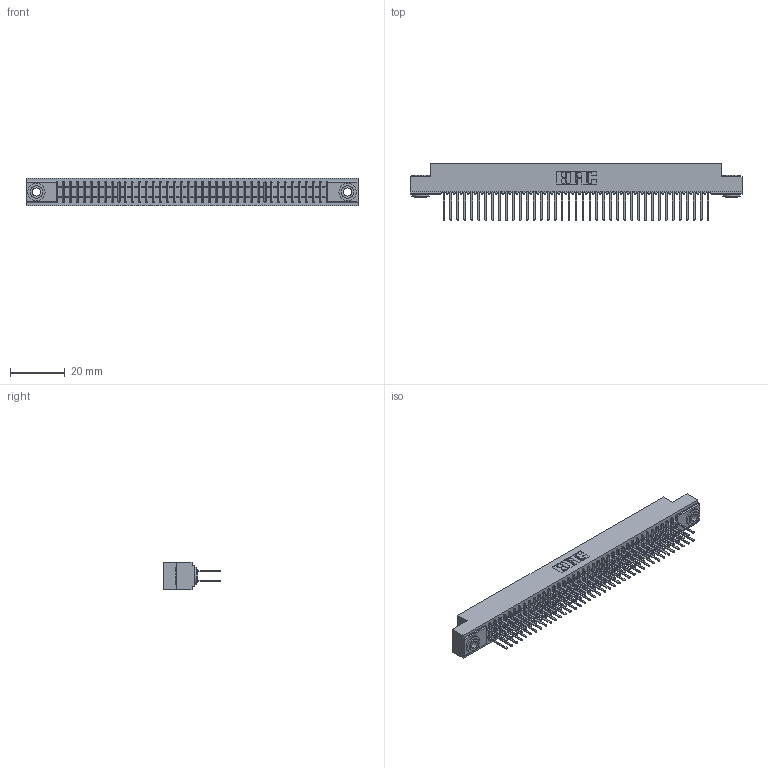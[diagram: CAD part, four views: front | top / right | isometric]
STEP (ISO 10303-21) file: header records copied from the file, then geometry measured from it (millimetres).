
FILE_DESCRIPTION (( 'STEP AP203' ), '1' );
FILE_NAME ('391-078-522-203.STEP', '2018-08-09T15:18:19', ( '' ), ( '' ), 'SwSTEP 2.0', 'SolidWorks 2016', '' );
FILE_SCHEMA (( 'CONFIG_CONTROL_DESIGN' ));
Length unit declared in the file: inch
Products named in the file (4): 345-250-002_345-250-002-102; 391-078-522-203; 341 Part_.156 (3.96) Dia Mounting Holes; 341-292-001_341-292-122
Assembly tree (81 placements, depth 2):
  391-078-522-203
    341 Part_.156 (3.96) Dia Mounting Holes
    341-292-001_341-292-122  x78
    345-250-002_345-250-002-102  x2
Bounding box: 121.28 x 20.62 x 10.16 mm (x, y, z)
Volume: 9061.8 mm3; surface area: 16934 mm2
Topology: 81 solids, 81 shells, 5316 faces, 15365 edges, 9950 vertices
Faces by surface type: plane 3212, cylinder 1940, sphere 80, torus 76, cone 8
Entity records: 48663 total; most frequent: CARTESIAN_POINT 8070, ORIENTED_EDGE 8010, DIRECTION 7849, EDGE_CURVE 4005, LINE 3223, VECTOR 3223, VERTEX_POINT 2534, AXIS2_PLACEMENT_3D 2313
